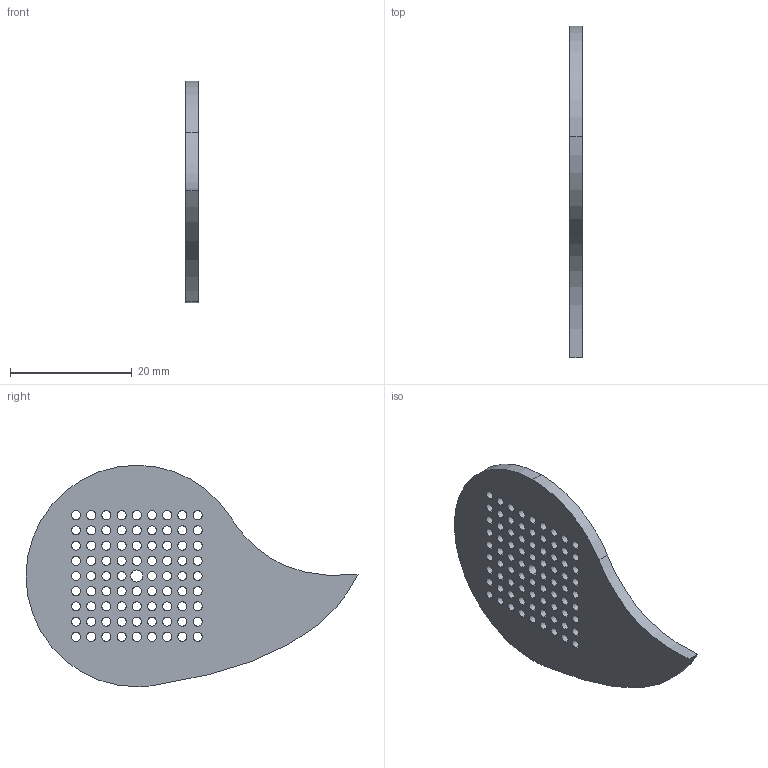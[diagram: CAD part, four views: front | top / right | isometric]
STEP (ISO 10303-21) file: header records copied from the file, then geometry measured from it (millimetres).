
FILE_DESCRIPTION (( 'STEP AP203' ), '1' );
FILE_NAME ('ear right_2.sldasm-Part-1_默认_sldprt.STEP', '2018-02-02T07:11:58', ( '' ), ( '' ), 'SwSTEP 2.0', 'SolidWorks 2014', '' );
FILE_SCHEMA (( 'CONFIG_CONTROL_DESIGN' ));
Length unit declared in the file: millimetre
Products named in the file (1): ear right_2.sldasm-Part-1_默认_sldprt
Bounding box: 2 x 54.62 x 36.45 mm (x, y, z)
Volume: 2272.6 mm3; surface area: 3324.7 mm2
Topology: 1 solids, 1 shells, 169 faces, 501 edges, 334 vertices
Faces by surface type: cylinder 165, plane 2, bspline 2
Entity records: 6472 total; most frequent: CARTESIAN_POINT 1229, DIRECTION 1161, ORIENTED_EDGE 1002, EDGE_CURVE 501, AXIS2_PLACEMENT_3D 498, VERTEX_POINT 334, EDGE_LOOP 331, CIRCLE 330
